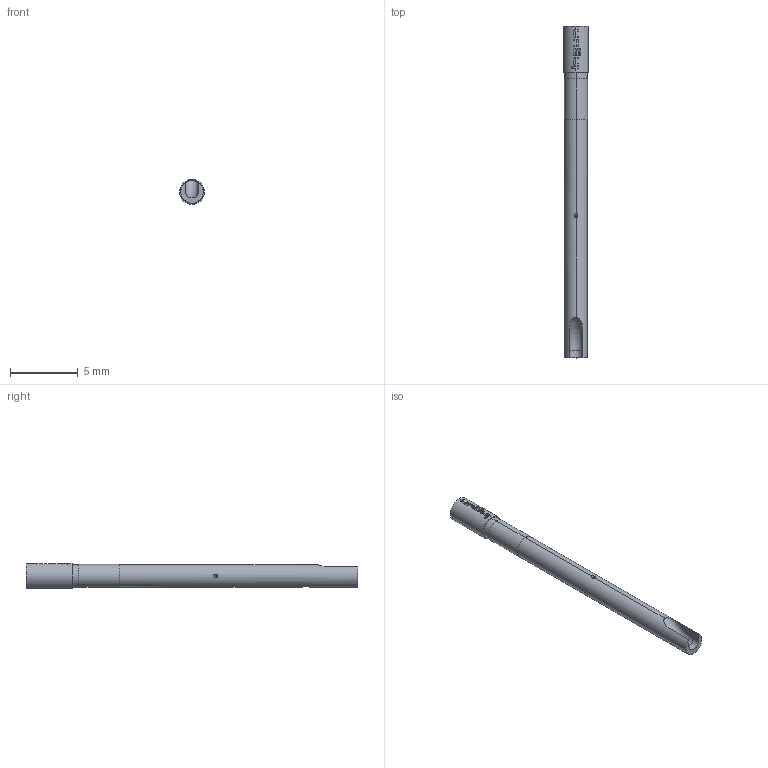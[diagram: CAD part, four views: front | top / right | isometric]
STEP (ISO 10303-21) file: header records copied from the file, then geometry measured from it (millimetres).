
FILE_DESCRIPTION (( 'STEP AP203' ), '1' );
FILE_NAME ('INGUN_KS-899_30_M-R-T.STEP', '2025-09-15T08:41:03', ( '' ), ( '' ), 'SwSTEP 2.0', 'SolidWorks 2023', '' );
FILE_SCHEMA (( 'CONFIG_CONTROL_DESIGN' ));
Length unit declared in the file: millimetre
Products named in the file (1): INGUN_KS-899_30_M-R-T
Bounding box: 1.84 x 24.5 x 1.84 mm (x, y, z)
Volume: 53 mm3; surface area: 139.3 mm2
Topology: 1 solids, 1 shells, 117 faces, 329 edges, 218 vertices
Faces by surface type: bspline 58, cylinder 31, plane 19, torus 9
Entity records: 5175 total; most frequent: CARTESIAN_POINT 2690, ORIENTED_EDGE 658, EDGE_CURVE 329, DIRECTION 247, B_SPLINE_CURVE_WITH_KNOTS 242, VERTEX_POINT 218, EDGE_LOOP 121, ADVANCED_FACE 117
